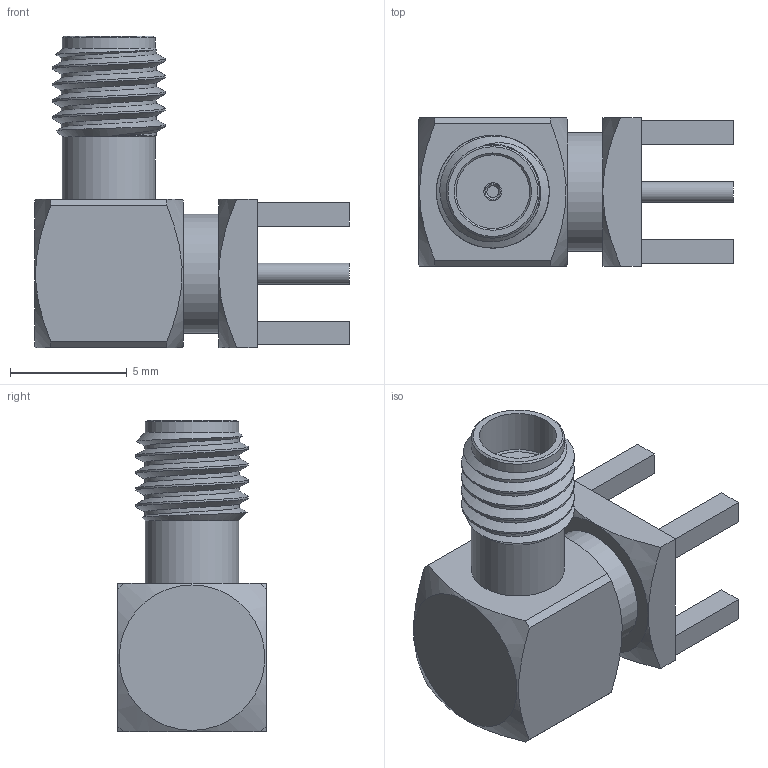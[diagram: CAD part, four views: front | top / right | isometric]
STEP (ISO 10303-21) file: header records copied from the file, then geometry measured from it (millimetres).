
FILE_DESCRIPTION (( 'STEP AP203' ), '1' );
FILE_NAME ('FMCN44222_3D.step', '2022-12-02T19:27:34', ( '' ), ( '' ), 'SwSTEP 2.0', 'SolidWorks 2021', '' );
FILE_SCHEMA (( 'CONFIG_CONTROL_DESIGN' ));
Length unit declared in the file: inch
Products named in the file (1): FMCN44222_3D
Bounding box: 13.46 x 6.35 x 13.34 mm (x, y, z)
Volume: 442.8 mm3; surface area: 548.5 mm2
Topology: 1 solids, 1 shells, 73 faces, 176 edges, 116 vertices
Faces by surface type: plane 49, cone 12, cylinder 9, bspline 3
Full cylindrical faces by diameter (mm): 0.508 x1, 0.762 x1, 0.889 x1, 3.302 x1, 3.429 x1, 3.988 x2, 5.08 x1
Entity records: 4161 total; most frequent: CARTESIAN_POINT 2553, ORIENTED_EDGE 304, DIRECTION 290, EDGE_CURVE 152, VERTEX_POINT 106, AXIS2_PLACEMENT_3D 105, EDGE_LOOP 98, FACE_OUTER_BOUND 81
